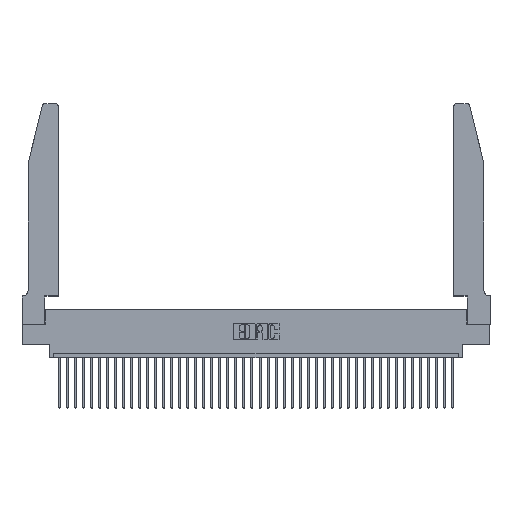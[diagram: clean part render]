
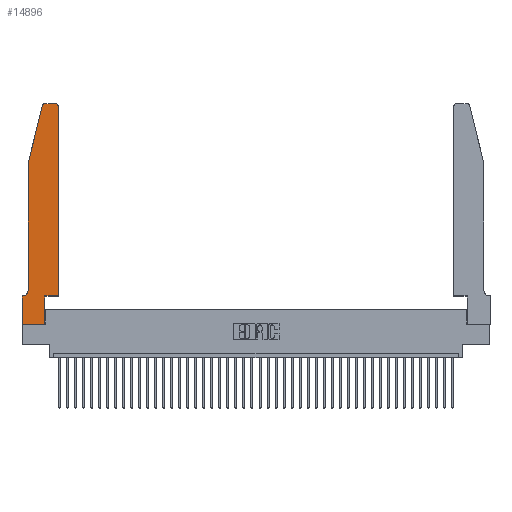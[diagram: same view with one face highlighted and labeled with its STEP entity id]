
A CAD part, top view. The second image highlights one B-rep face of the part: STEP entity #14896.
In plain terms, the highlighted planar face has unit normal (0, 0, 1).
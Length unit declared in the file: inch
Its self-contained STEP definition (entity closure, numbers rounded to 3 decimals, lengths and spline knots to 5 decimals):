
#253 = CARTESIAN_POINT ( 'NONE',  ( 0.0755, 2., 0.37 ) ) ;
#461 = CIRCLE ( 'NONE', #38857, 0.03 ) ;
#955 = ORIENTED_EDGE ( 'NONE', *, *, #26991, .T. ) ;
#1234 = CARTESIAN_POINT ( 'NONE',  ( 0.2605, 2.75, 0.37 ) ) ;
#1273 = CARTESIAN_POINT ( 'NONE',  ( 0.4505, 0.35, 0.37 ) ) ;
#1979 = CARTESIAN_POINT ( 'NONE',  ( 0.4205, 2.75, 0.37 ) ) ;
#2020 = EDGE_CURVE ( 'NONE', #32652, #9680, #21278, .T. ) ;
#2649 = VERTEX_POINT ( 'NONE', #15829 ) ;
#2894 = LINE ( 'NONE', #4456, #8922 ) ;
#3217 = LINE ( 'NONE', #1273, #12702 ) ;
#3765 = CARTESIAN_POINT ( 'NONE',  ( 0.0755, 0.42, 0.37 ) ) ;
#4456 = CARTESIAN_POINT ( 'NONE',  ( 0.0755, 0.35, 0.37 ) ) ;
#4468 = DIRECTION ( 'NONE',  ( -1., 0., 0. ) ) ;
#4623 = EDGE_CURVE ( 'NONE', #6167, #33979, #461, .T. ) ;
#5500 = ORIENTED_EDGE ( 'NONE', *, *, #4623, .T. ) ;
#5961 = CARTESIAN_POINT ( 'NONE',  ( 0., 0.35, 0.37 ) ) ;
#5964 = VECTOR ( 'NONE', #34921, 39.37008 ) ;
#6020 = CARTESIAN_POINT ( 'NONE',  ( 0., 0., 0.37 ) ) ;
#6167 = VERTEX_POINT ( 'NONE', #29165 ) ;
#7548 = CARTESIAN_POINT ( 'NONE',  ( 0.284, 2.72, 0.37 ) ) ;
#8346 = FACE_OUTER_BOUND ( 'NONE', #35280, .T. ) ;
#8475 = LINE ( 'NONE', #18823, #23893 ) ;
#8922 = VECTOR ( 'NONE', #14415, 39.37008 ) ;
#8928 = ORIENTED_EDGE ( 'NONE', *, *, #2020, .T. ) ;
#9216 = DIRECTION ( 'NONE',  ( 1., 0., 0. ) ) ;
#9680 = VERTEX_POINT ( 'NONE', #21591 ) ;
#10364 = VECTOR ( 'NONE', #18879, 39.37008 ) ;
#10452 = ORIENTED_EDGE ( 'NONE', *, *, #41177, .T. ) ;
#10577 = CARTESIAN_POINT ( 'NONE',  ( 0.4205, 2.72, 0.37 ) ) ;
#11408 = VECTOR ( 'NONE', #13799, 39.37008 ) ;
#12421 = LINE ( 'NONE', #20113, #25875 ) ;
#12608 = VERTEX_POINT ( 'NONE', #6020 ) ;
#12702 = VECTOR ( 'NONE', #26441, 39.37008 ) ;
#13345 = DIRECTION ( 'NONE',  ( 0., 0., 1. ) ) ;
#13625 = DIRECTION ( 'NONE',  ( 1., 0., 0. ) ) ;
#13664 = CARTESIAN_POINT ( 'NONE',  ( 0., 0., 0.37 ) ) ;
#13799 = DIRECTION ( 'NONE',  ( 1., 0., 0. ) ) ;
#14117 = VECTOR ( 'NONE', #4468, 39.37008 ) ;
#14229 = VERTEX_POINT ( 'NONE', #5961 ) ;
#14415 = DIRECTION ( 'NONE',  ( -1., 0., 0. ) ) ;
#14896 = ADVANCED_FACE ( 'NONE', ( #8346 ), #26722, .T. ) ;
#15017 = DIRECTION ( 'NONE',  ( -1., 0., 0. ) ) ;
#15156 = DIRECTION ( 'NONE',  ( 0., 0., -1. ) ) ;
#15829 = CARTESIAN_POINT ( 'NONE',  ( 0.2865, 0.35, 0.37 ) ) ;
#15888 = LINE ( 'NONE', #21926, #10364 ) ;
#17392 = DIRECTION ( 'NONE',  ( 1., 0., 0. ) ) ;
#17434 = VERTEX_POINT ( 'NONE', #3765 ) ;
#17456 = LINE ( 'NONE', #253, #5964 ) ;
#18131 = VERTEX_POINT ( 'NONE', #22951 ) ;
#18302 = EDGE_CURVE ( 'NONE', #29578, #17434, #17456, .T. ) ;
#18823 = CARTESIAN_POINT ( 'NONE',  ( 0.4505, 0.35, 0.37 ) ) ;
#18879 = DIRECTION ( 'NONE',  ( -0.239, -0.971, 0. ) ) ;
#18973 = ORIENTED_EDGE ( 'NONE', *, *, #23509, .T. ) ;
#20113 = CARTESIAN_POINT ( 'NONE',  ( 0., 0., 0.37 ) ) ;
#21278 = CIRCLE ( 'NONE', #37284, 0.03 ) ;
#21591 = CARTESIAN_POINT ( 'NONE',  ( 0.25487, 2.72718, 0.37 ) ) ;
#21926 = CARTESIAN_POINT ( 'NONE',  ( 0.0755, 2., 0.37 ) ) ;
#22060 = CARTESIAN_POINT ( 'NONE',  ( 0.0755, 2., 0.37 ) ) ;
#22503 = ORIENTED_EDGE ( 'NONE', *, *, #36220, .T. ) ;
#22951 = CARTESIAN_POINT ( 'NONE',  ( 0.2865, 0., 0.37 ) ) ;
#23269 = LINE ( 'NONE', #35781, #39935 ) ;
#23298 = DIRECTION ( 'NONE',  ( 0., 0., 1. ) ) ;
#23441 = CARTESIAN_POINT ( 'NONE',  ( 0.0055, 0.35, 0.37 ) ) ;
#23509 = EDGE_CURVE ( 'NONE', #14229, #12608, #12421, .T. ) ;
#23832 = LINE ( 'NONE', #13664, #11408 ) ;
#23893 = VECTOR ( 'NONE', #9216, 39.37008 ) ;
#24091 = LINE ( 'NONE', #1234, #14117 ) ;
#24338 = DIRECTION ( 'NONE',  ( 0., -1., 0. ) ) ;
#24818 = CARTESIAN_POINT ( 'NONE',  ( 0.4505, 0.35, 0.37 ) ) ;
#25875 = VECTOR ( 'NONE', #24338, 39.37008 ) ;
#26441 = DIRECTION ( 'NONE',  ( 0., 1., 0. ) ) ;
#26722 = PLANE ( 'NONE',  #26872 ) ;
#26785 = VERTEX_POINT ( 'NONE', #23441 ) ;
#26872 = AXIS2_PLACEMENT_3D ( 'NONE', #39683, #29968, #17392 ) ;
#26991 = EDGE_CURVE ( 'NONE', #33979, #32652, #24091, .T. ) ;
#28038 = EDGE_CURVE ( 'NONE', #30557, #6167, #3217, .T. ) ;
#29165 = CARTESIAN_POINT ( 'NONE',  ( 0.4505, 2.72, 0.37 ) ) ;
#29420 = DIRECTION ( 'NONE',  ( 0., 1., 0. ) ) ;
#29578 = VERTEX_POINT ( 'NONE', #22060 ) ;
#29884 = EDGE_CURVE ( 'NONE', #9680, #29578, #15888, .T. ) ;
#29968 = DIRECTION ( 'NONE',  ( 0., 0., 1. ) ) ;
#30148 = ORIENTED_EDGE ( 'NONE', *, *, #18302, .T. ) ;
#30557 = VERTEX_POINT ( 'NONE', #24818 ) ;
#30918 = CARTESIAN_POINT ( 'NONE',  ( 0.284, 2.75, 0.37 ) ) ;
#31287 = ORIENTED_EDGE ( 'NONE', *, *, #36684, .T. ) ;
#32652 = VERTEX_POINT ( 'NONE', #30918 ) ;
#33326 = DIRECTION ( 'NONE',  ( 1., 0., 0. ) ) ;
#33979 = VERTEX_POINT ( 'NONE', #1979 ) ;
#34083 = ORIENTED_EDGE ( 'NONE', *, *, #35267, .T. ) ;
#34174 = AXIS2_PLACEMENT_3D ( 'NONE', #34337, #15156, #15017 ) ;
#34337 = CARTESIAN_POINT ( 'NONE',  ( 0.0055, 0.42, 0.37 ) ) ;
#34921 = DIRECTION ( 'NONE',  ( 0., -1., 0. ) ) ;
#35267 = EDGE_CURVE ( 'NONE', #2649, #30557, #8475, .T. ) ;
#35280 = EDGE_LOOP ( 'NONE', ( #955, #8928, #35583, #30148, #10452, #22503, #18973, #40477, #31287, #34083, #37467, #5500 ) ) ;
#35583 = ORIENTED_EDGE ( 'NONE', *, *, #29884, .T. ) ;
#35781 = CARTESIAN_POINT ( 'NONE',  ( 0.2865, 0.35, 0.37 ) ) ;
#36220 = EDGE_CURVE ( 'NONE', #26785, #14229, #2894, .T. ) ;
#36684 = EDGE_CURVE ( 'NONE', #18131, #2649, #23269, .T. ) ;
#37284 = AXIS2_PLACEMENT_3D ( 'NONE', #7548, #23298, #33326 ) ;
#37467 = ORIENTED_EDGE ( 'NONE', *, *, #28038, .T. ) ;
#38857 = AXIS2_PLACEMENT_3D ( 'NONE', #10577, #13345, #13625 ) ;
#38918 = CIRCLE ( 'NONE', #34174, 0.07 ) ;
#39683 = CARTESIAN_POINT ( 'NONE',  ( 0., 0.35, 0.37 ) ) ;
#39935 = VECTOR ( 'NONE', #29420, 39.37008 ) ;
#40477 = ORIENTED_EDGE ( 'NONE', *, *, #41261, .T. ) ;
#41177 = EDGE_CURVE ( 'NONE', #17434, #26785, #38918, .T. ) ;
#41261 = EDGE_CURVE ( 'NONE', #12608, #18131, #23832, .T. ) ;
